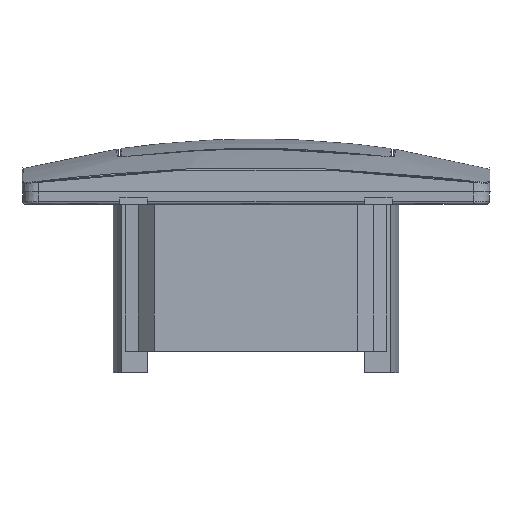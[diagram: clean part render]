
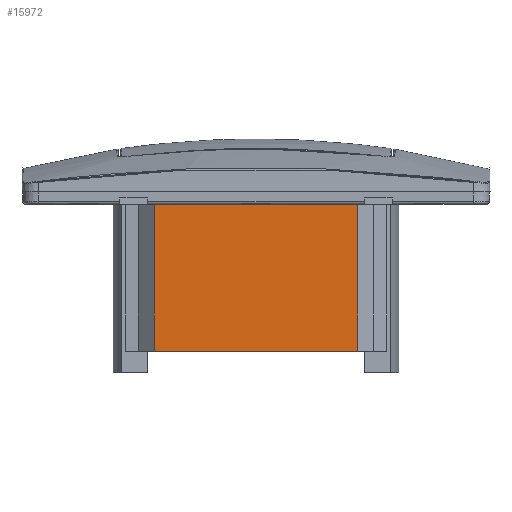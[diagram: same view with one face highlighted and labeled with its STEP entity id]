
A CAD part, front view. The second image highlights one B-rep face of the part: STEP entity #15972.
In plain terms, the highlighted planar face has unit normal (0, -1, 0).
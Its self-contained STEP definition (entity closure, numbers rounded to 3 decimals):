
#359 = CARTESIAN_POINT ( 'NONE',  ( 18.665, -21.794, 0. ) ) ;
#1151 = CARTESIAN_POINT ( 'NONE',  ( -18.665, -21.794, -27. ) ) ;
#1649 = B_SPLINE_CURVE_WITH_KNOTS ( 'NONE', 3,
 ( #6042, #3277, #14038, #9900 ),
 .UNSPECIFIED., .F., .F.,
 ( 4, 4 ),
 ( 0., 1. ),
 .UNSPECIFIED. ) ;
#3000 = CARTESIAN_POINT ( 'NONE',  ( 18.665, -21.794, 0. ) ) ;
#3074 = ORIENTED_EDGE ( 'NONE', *, *, #12378, .T. ) ;
#3277 = CARTESIAN_POINT ( 'NONE',  ( 6.222, -21.794, 0. ) ) ;
#4331 = CARTESIAN_POINT ( 'NONE',  ( -18.665, -21.794, -27. ) ) ;
#5607 = EDGE_CURVE ( 'NONE', #11013, #11631, #16198, .T. ) ;
#5711 = CARTESIAN_POINT ( 'NONE',  ( 6.222, -21.794, -27. ) ) ;
#6042 = CARTESIAN_POINT ( 'NONE',  ( 18.665, -21.794, 0. ) ) ;
#6671 = CARTESIAN_POINT ( 'NONE',  ( 18.665, -21.794, 0. ) ) ;
#6681 = DIRECTION ( 'NONE',  ( -1., 0., 0. ) ) ;
#6754 = CARTESIAN_POINT ( 'NONE',  ( 18.665, -21.794, -27. ) ) ;
#6780 = ORIENTED_EDGE ( 'NONE', *, *, #5607, .T. ) ;
#8988 = CARTESIAN_POINT ( 'NONE',  ( 18.665, -21.794, -27. ) ) ;
#9073 = EDGE_CURVE ( 'NONE', #11631, #10216, #1649, .T. ) ;
#9283 = CARTESIAN_POINT ( 'NONE',  ( -18.665, -21.794, 0. ) ) ;
#9410 = CARTESIAN_POINT ( 'NONE',  ( 18.665, -21.794, -9. ) ) ;
#9573 = CARTESIAN_POINT ( 'NONE',  ( -6.222, -21.794, -27. ) ) ;
#9900 = CARTESIAN_POINT ( 'NONE',  ( -18.665, -21.794, 0. ) ) ;
#10042 = ORIENTED_EDGE ( 'NONE', *, *, #9073, .T. ) ;
#10216 = VERTEX_POINT ( 'NONE', #9283 ) ;
#10258 = B_SPLINE_CURVE_WITH_KNOTS ( 'NONE', 3,
 ( #4331, #9573, #5711, #14739 ),
 .UNSPECIFIED., .F., .F.,
 ( 4, 4 ),
 ( 0., 1. ),
 .UNSPECIFIED. ) ;
#11013 = VERTEX_POINT ( 'NONE', #8988 ) ;
#11473 = ORIENTED_EDGE ( 'NONE', *, *, #15551, .T. ) ;
#11631 = VERTEX_POINT ( 'NONE', #3000 ) ;
#12164 = FACE_OUTER_BOUND ( 'NONE', #14147, .T. ) ;
#12330 = CARTESIAN_POINT ( 'NONE',  ( -18.665, -21.794, -27. ) ) ;
#12378 = EDGE_CURVE ( 'NONE', #15146, #11013, #10258, .T. ) ;
#12428 = AXIS2_PLACEMENT_3D ( 'NONE', #359, #14414, #6681 ) ;
#12808 = B_SPLINE_CURVE_WITH_KNOTS ( 'NONE', 3,
 ( #15382, #12960, #14263, #1151 ),
 .UNSPECIFIED., .F., .F.,
 ( 4, 4 ),
 ( 0., 1. ),
 .UNSPECIFIED. ) ;
#12960 = CARTESIAN_POINT ( 'NONE',  ( -18.665, -21.794, -9. ) ) ;
#13465 = CARTESIAN_POINT ( 'NONE',  ( 18.665, -21.794, -18. ) ) ;
#14038 = CARTESIAN_POINT ( 'NONE',  ( -6.222, -21.794, 0. ) ) ;
#14147 = EDGE_LOOP ( 'NONE', ( #6780, #10042, #11473, #3074 ) ) ;
#14263 = CARTESIAN_POINT ( 'NONE',  ( -18.665, -21.794, -18. ) ) ;
#14414 = DIRECTION ( 'NONE',  ( 0., -1., 0. ) ) ;
#14739 = CARTESIAN_POINT ( 'NONE',  ( 18.665, -21.794, -27. ) ) ;
#15146 = VERTEX_POINT ( 'NONE', #12330 ) ;
#15382 = CARTESIAN_POINT ( 'NONE',  ( -18.665, -21.794, 0. ) ) ;
#15551 = EDGE_CURVE ( 'NONE', #10216, #15146, #12808, .T. ) ;
#15959 = PLANE ( 'NONE',  #12428 ) ;
#15972 = ADVANCED_FACE ( 'NONE', ( #12164 ), #15959, .T. ) ;
#16198 = B_SPLINE_CURVE_WITH_KNOTS ( 'NONE', 3,
 ( #6754, #13465, #9410, #6671 ),
 .UNSPECIFIED., .F., .F.,
 ( 4, 4 ),
 ( 0., 1. ),
 .UNSPECIFIED. ) ;
